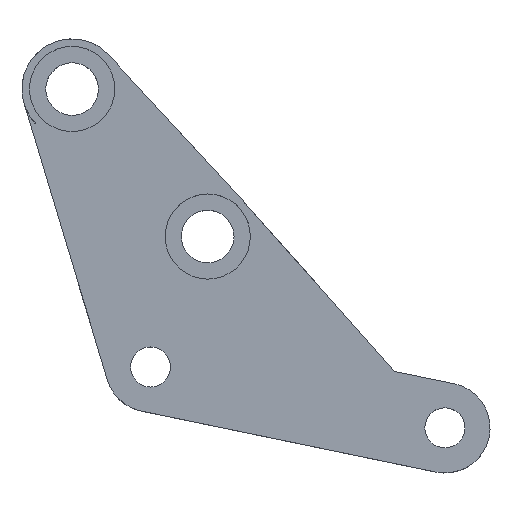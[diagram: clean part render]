
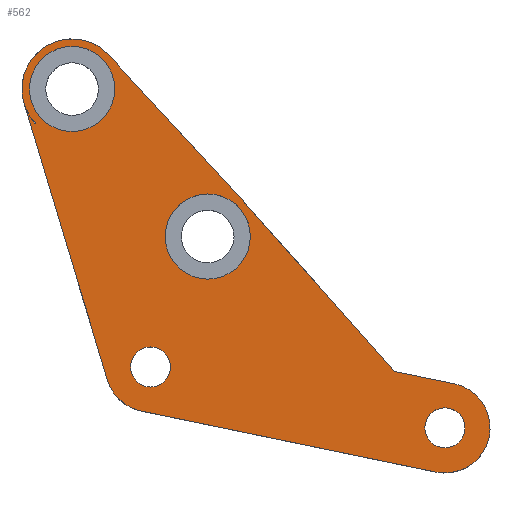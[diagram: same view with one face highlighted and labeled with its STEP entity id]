
A CAD part, top view. The second image highlights one B-rep face of the part: STEP entity #562.
In plain terms, the highlighted planar face has unit normal (0, 0, 1).
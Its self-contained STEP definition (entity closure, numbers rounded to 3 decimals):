
#15=FACE_BOUND('',#113,.T.);
#16=FACE_BOUND('',#114,.T.);
#17=FACE_BOUND('',#115,.T.);
#18=FACE_BOUND('',#116,.T.);
#19=FACE_BOUND('',#117,.T.);
#45=CIRCLE('',#612,10.);
#46=CIRCLE('',#614,10.);
#47=CIRCLE('',#616,9.);
#48=CIRCLE('',#617,9.);
#49=CIRCLE('',#618,10.);
#50=CIRCLE('',#619,10.);
#51=CIRCLE('',#620,4.);
#52=CIRCLE('',#621,4.);
#53=CIRCLE('',#622,8.5);
#54=CIRCLE('',#623,8.5);
#79=FACE_OUTER_BOUND('',#112,.T.);
#112=EDGE_LOOP('',(#401,#402,#403,#404,#405,#406,#407,#408,#409,#410,#411));
#113=EDGE_LOOP('',(#412,#413,#414));
#114=EDGE_LOOP('',(#415));
#115=EDGE_LOOP('',(#416));
#116=EDGE_LOOP('',(#417));
#117=EDGE_LOOP('',(#418));
#151=LINE('',#854,#199);
#157=LINE('',#866,#205);
#161=LINE('',#887,#209);
#162=LINE('',#891,#210);
#163=LINE('',#895,#211);
#164=LINE('',#897,#212);
#165=LINE('',#901,#213);
#166=LINE('',#903,#214);
#199=VECTOR('',#673,10.);
#205=VECTOR('',#681,10.);
#209=VECTOR('',#707,10.);
#210=VECTOR('',#710,10.);
#211=VECTOR('',#713,10.);
#212=VECTOR('',#714,10.);
#213=VECTOR('',#717,10.);
#214=VECTOR('',#720,10.);
#246=VERTEX_POINT('',#850);
#248=VERTEX_POINT('',#853);
#251=VERTEX_POINT('',#860);
#253=VERTEX_POINT('',#864);
#257=VERTEX_POINT('',#878);
#258=VERTEX_POINT('',#882);
#259=VERTEX_POINT('',#886);
#260=VERTEX_POINT('',#888);
#261=VERTEX_POINT('',#890);
#262=VERTEX_POINT('',#892);
#263=VERTEX_POINT('',#894);
#264=VERTEX_POINT('',#896);
#265=VERTEX_POINT('',#898);
#266=VERTEX_POINT('',#900);
#267=VERTEX_POINT('',#904);
#268=VERTEX_POINT('',#906);
#269=VERTEX_POINT('',#908);
#270=VERTEX_POINT('',#910);
#299=EDGE_CURVE('',#248,#246,#151,.T.);
#305=EDGE_CURVE('',#253,#251,#157,.T.);
#312=EDGE_CURVE('',#246,#257,#45,.T.);
#313=EDGE_CURVE('',#258,#251,#46,.T.);
#315=EDGE_CURVE('',#257,#259,#161,.T.);
#316=EDGE_CURVE('',#259,#260,#47,.T.);
#317=EDGE_CURVE('',#260,#261,#162,.T.);
#318=EDGE_CURVE('',#261,#262,#48,.T.);
#319=EDGE_CURVE('',#262,#263,#163,.T.);
#320=EDGE_CURVE('',#263,#264,#164,.T.);
#321=EDGE_CURVE('',#264,#265,#49,.T.);
#322=EDGE_CURVE('',#265,#266,#165,.T.);
#323=EDGE_CURVE('',#266,#248,#50,.T.);
#324=EDGE_CURVE('',#258,#253,#166,.T.);
#325=EDGE_CURVE('',#267,#267,#51,.T.);
#326=EDGE_CURVE('',#268,#268,#52,.T.);
#327=EDGE_CURVE('',#269,#269,#53,.T.);
#328=EDGE_CURVE('',#270,#270,#54,.T.);
#401=ORIENTED_EDGE('',*,*,#299,.T.);
#402=ORIENTED_EDGE('',*,*,#312,.T.);
#403=ORIENTED_EDGE('',*,*,#315,.T.);
#404=ORIENTED_EDGE('',*,*,#316,.T.);
#405=ORIENTED_EDGE('',*,*,#317,.T.);
#406=ORIENTED_EDGE('',*,*,#318,.T.);
#407=ORIENTED_EDGE('',*,*,#319,.T.);
#408=ORIENTED_EDGE('',*,*,#320,.T.);
#409=ORIENTED_EDGE('',*,*,#321,.T.);
#410=ORIENTED_EDGE('',*,*,#322,.T.);
#411=ORIENTED_EDGE('',*,*,#323,.T.);
#412=ORIENTED_EDGE('',*,*,#324,.F.);
#413=ORIENTED_EDGE('',*,*,#313,.T.);
#414=ORIENTED_EDGE('',*,*,#305,.F.);
#415=ORIENTED_EDGE('',*,*,#325,.T.);
#416=ORIENTED_EDGE('',*,*,#326,.T.);
#417=ORIENTED_EDGE('',*,*,#327,.T.);
#418=ORIENTED_EDGE('',*,*,#328,.T.);
#542=PLANE('',#615);
#562=ADVANCED_FACE('',(#79,#15,#16,#17,#18,#19),#542,.T.);
#612=AXIS2_PLACEMENT_3D('',#880,#698,#699);
#614=AXIS2_PLACEMENT_3D('',#883,#702,#703);
#615=AXIS2_PLACEMENT_3D('',#885,#705,#706);
#616=AXIS2_PLACEMENT_3D('',#889,#708,#709);
#617=AXIS2_PLACEMENT_3D('',#893,#711,#712);
#618=AXIS2_PLACEMENT_3D('',#899,#715,#716);
#619=AXIS2_PLACEMENT_3D('',#902,#718,#719);
#620=AXIS2_PLACEMENT_3D('',#905,#721,#722);
#621=AXIS2_PLACEMENT_3D('',#907,#723,#724);
#622=AXIS2_PLACEMENT_3D('',#909,#725,#726);
#623=AXIS2_PLACEMENT_3D('',#911,#727,#728);
#673=DIRECTION('',(-0.736,-0.677,0.));
#681=DIRECTION('',(-0.736,-0.677,0.));
#698=DIRECTION('center_axis',(0.,0.,-1.));
#699=DIRECTION('ref_axis',(1.,0.,0.));
#702=DIRECTION('center_axis',(0.,0.,-1.));
#703=DIRECTION('ref_axis',(1.,0.,0.));
#705=DIRECTION('center_axis',(0.,0.,1.));
#706=DIRECTION('ref_axis',(1.,0.,0.));
#707=DIRECTION('',(0.288,-0.958,0.));
#708=DIRECTION('center_axis',(0.,0.,1.));
#709=DIRECTION('ref_axis',(1.,0.,0.));
#710=DIRECTION('',(0.979,-0.203,0.));
#711=DIRECTION('center_axis',(0.,0.,1.));
#712=DIRECTION('ref_axis',(1.,0.,0.));
#713=DIRECTION('',(-0.979,0.203,0.));
#714=DIRECTION('',(-0.664,0.747,0.));
#715=DIRECTION('center_axis',(0.,0.,1.));
#716=DIRECTION('ref_axis',(-0.695,-0.719,0.));
#717=DIRECTION('',(-0.677,0.736,0.));
#718=DIRECTION('center_axis',(0.,0.,1.));
#719=DIRECTION('ref_axis',(0.695,0.719,0.));
#720=DIRECTION('',(0.735,0.678,0.));
#721=DIRECTION('center_axis',(0.,0.,-1.));
#722=DIRECTION('ref_axis',(1.,0.,0.));
#723=DIRECTION('center_axis',(0.,0.,-1.));
#724=DIRECTION('ref_axis',(1.,0.,0.));
#725=DIRECTION('center_axis',(0.,0.,-1.));
#726=DIRECTION('ref_axis',(-1.,0.,0.));
#727=DIRECTION('center_axis',(0.,0.,-1.));
#728=DIRECTION('ref_axis',(-1.,0.,0.));
#850=CARTESIAN_POINT('',(-81.842,130.803,43.));
#853=CARTESIAN_POINT('',(-81.774,130.865,43.));
#854=CARTESIAN_POINT('',(-81.774,130.865,43.));
#860=CARTESIAN_POINT('',(-81.699,130.645,43.));
#864=CARTESIAN_POINT('',(-81.63,130.709,43.));
#866=CARTESIAN_POINT('',(-81.63,130.709,43.));
#878=CARTESIAN_POINT('',(-83.743,133.992,43.));
#880=CARTESIAN_POINT('Origin',(-74.352,137.429,43.));
#882=CARTESIAN_POINT('',(-81.699,130.645,43.));
#883=CARTESIAN_POINT('Origin',(-74.352,137.429,43.));
#885=CARTESIAN_POINT('Origin',(-58.757,82.15,43.));
#886=CARTESIAN_POINT('',(-67.42,79.709,43.));
#887=CARTESIAN_POINT('',(-67.42,79.709,43.));
#888=CARTESIAN_POINT('',(-61.13,73.469,43.));
#889=CARTESIAN_POINT('Origin',(-58.757,82.15,43.));
#890=CARTESIAN_POINT('',(-1.825,61.187,43.));
#891=CARTESIAN_POINT('',(-61.13,73.469,43.));
#892=CARTESIAN_POINT('',(1.971,78.782,43.));
#893=CARTESIAN_POINT('Origin',(0.,70.,43.));
#894=CARTESIAN_POINT('',(-10.035,81.264,43.));
#895=CARTESIAN_POINT('',(1.971,78.782,43.));
#896=CARTESIAN_POINT('',(-39.872,114.829,43.));
#897=CARTESIAN_POINT('',(-39.872,114.829,43.));
#898=CARTESIAN_POINT('',(-39.932,114.896,43.));
#899=CARTESIAN_POINT('Origin',(-47.346,108.185,43.));
#900=CARTESIAN_POINT('',(-67.469,144.83,43.));
#901=CARTESIAN_POINT('',(-39.932,114.896,43.));
#902=CARTESIAN_POINT('Origin',(-74.414,137.636,43.));
#903=CARTESIAN_POINT('',(-81.699,130.645,43.));
#904=CARTESIAN_POINT('',(-62.757,82.15,43.));
#905=CARTESIAN_POINT('Origin',(-58.757,82.15,43.));
#906=CARTESIAN_POINT('',(-4.,70.,43.));
#907=CARTESIAN_POINT('Origin',(0.,70.,43.));
#908=CARTESIAN_POINT('',(-38.846,108.185,43.));
#909=CARTESIAN_POINT('Origin',(-47.346,108.185,43.));
#910=CARTESIAN_POINT('',(-65.914,137.636,43.));
#911=CARTESIAN_POINT('Origin',(-74.414,137.636,43.));
